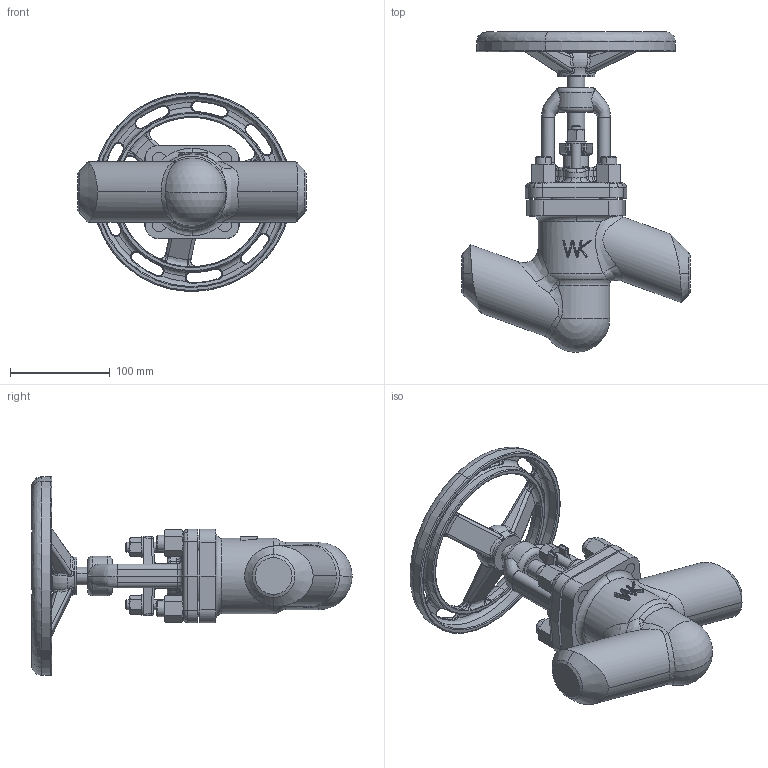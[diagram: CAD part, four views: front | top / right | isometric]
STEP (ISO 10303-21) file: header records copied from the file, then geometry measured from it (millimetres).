
FILE_DESCRIPTION (( 'STEP AP214' ), '1' );
FILE_NAME ('530S DN32 3-1562_katalog.STEP', '2015-02-19T11:06:20', ( '' ), ( '' ), 'SwSTEP 2.0', 'SolidWorks 2015', '' );
FILE_SCHEMA (( 'AUTOMOTIVE_DESIGN' ));
Length unit declared in the file: millimetre
Products named in the file (1): 530S DN32 3-1562_katalog
Bounding box: 230 x 322 x 199.89 mm (x, y, z)
Volume: 1702564.5 mm3; surface area: 198015.1 mm2
Topology: 1 solids, 1 shells, 949 faces, 2310 edges, 1338 vertices
Faces by surface type: cylinder 239, bspline 239, plane 196, torus 133, cone 107, sphere 35
Entity records: 50945 total; most frequent: CARTESIAN_POINT 24278, ORIENTED_EDGE 4570, DIRECTION 3912, EDGE_CURVE 2285, AXIS2_PLACEMENT_3D 1706, VERTEX_POINT 1336, CIRCLE 995, EDGE_LOOP 987
